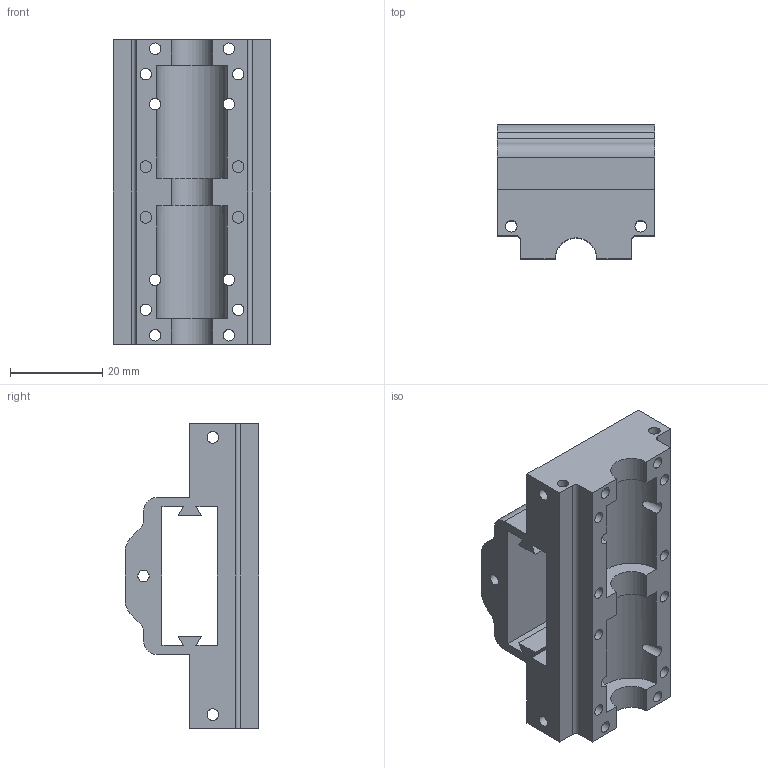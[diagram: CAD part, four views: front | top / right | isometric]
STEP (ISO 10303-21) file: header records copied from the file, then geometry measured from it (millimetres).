
FILE_DESCRIPTION(('FreeCAD Model'),'2;1');
FILE_NAME('X-Z-Universelle.step','2015-10-07T17:53:14',('Author'),(''), 'Open CASCADE STEP processor 6.8','FreeCAD','Unknown');
FILE_SCHEMA(('AUTOMOTIVE_DESIGN_CC2 { 1 2 10303 214 -1 1 5 4 }'));
Length unit declared in the file: millimetre
Products named in the file (1): Pocket008
Bounding box: 34 x 29 x 66 mm (x, y, z)
Volume: 23954.2 mm3; surface area: 15499.4 mm2
Topology: 1 solids, 1 shells, 73 faces, 279 edges, 196 vertices
Faces by surface type: plane 37, cylinder 36
Full cylindrical faces by diameter (mm): 2.5 x21
Entity records: 12924 total; most frequent: CARTESIAN_POINT 7803, DIRECTION 816, ORIENTED_EDGE 558, PCURVE 558, DEFINITIONAL_REPRESENTATION 558, LINE 487, VECTOR 487, EDGE_CURVE 279
